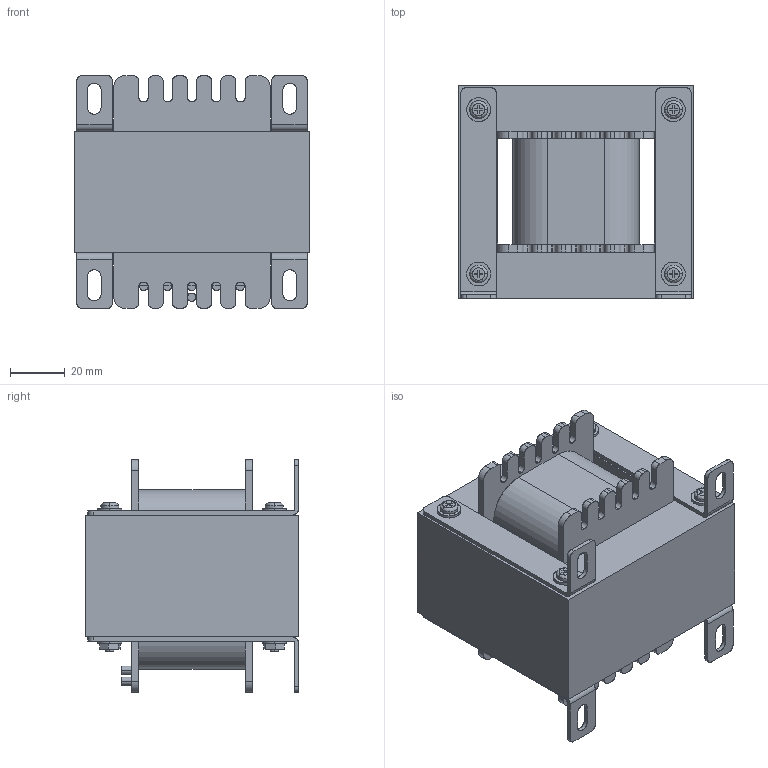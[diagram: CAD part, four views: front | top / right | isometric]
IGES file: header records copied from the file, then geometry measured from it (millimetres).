
Start section: SolidWorks IGES file using analytic representation for surfaces
Global section: file name: 480.347.277.220-245VA REV A.IGS; native system: SolidWorks 2012; preprocessor: SolidWorks 2012; author: Engineering3; date: 120829.171701; units: inch
Bounding box: 86.11 x 77.98 x 85 mm (x, y, z)
Surface area: 56222.3 mm2 (no closed solid volume)
Topology: 0 solids, 0 shells, 464 faces, 5496 edges, 5496 vertices
Faces by surface type: bspline 292, revolution 172
